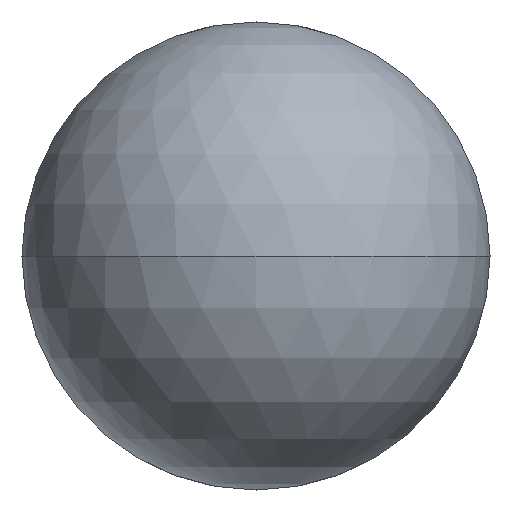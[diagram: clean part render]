
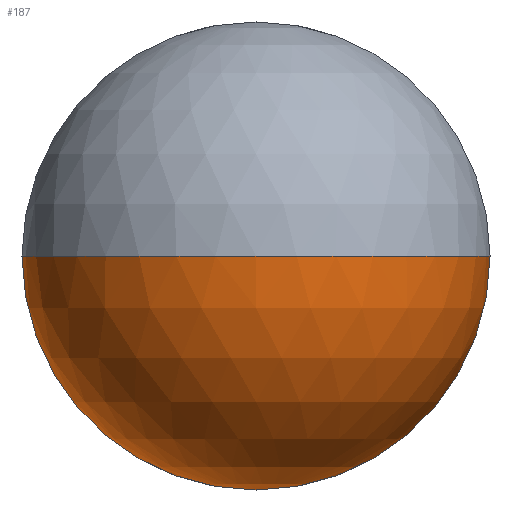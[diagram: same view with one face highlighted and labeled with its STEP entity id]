
A CAD part, front view. The second image highlights one B-rep face of the part: STEP entity #187.
In plain terms, the highlighted spherical face has radius 3.969 mm.
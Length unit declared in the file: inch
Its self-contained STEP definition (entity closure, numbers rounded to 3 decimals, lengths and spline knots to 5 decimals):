
#10 = EDGE_CURVE ( 'NONE', #504, #191, #145, .T. ) ;
#16 = FACE_OUTER_BOUND ( 'NONE', #95, .T. ) ;
#25 = CARTESIAN_POINT ( 'NONE',  ( 0.15625, 0.15625, 0. ) ) ;
#44 = ORIENTED_EDGE ( 'NONE', *, *, #77, .F. ) ;
#64 = CARTESIAN_POINT ( 'NONE',  ( 0., 0.15625, 0. ) ) ;
#77 = EDGE_CURVE ( 'NONE', #277, #423, #291, .T. ) ;
#95 = EDGE_LOOP ( 'NONE', ( #447, #401, #209, #44 ) ) ;
#102 = DIRECTION ( 'NONE',  ( 0., -1., 0. ) ) ;
#127 = AXIS2_PLACEMENT_3D ( 'NONE', #323, #358, #234 ) ;
#128 = CARTESIAN_POINT ( 'NONE',  ( -0.15625, 0.15625, 0. ) ) ;
#132 = AXIS2_PLACEMENT_3D ( 'NONE', #334, #325, #488 ) ;
#138 = DIRECTION ( 'NONE',  ( -1., 0., 0. ) ) ;
#145 = CIRCLE ( 'NONE', #426, 0.15625 ) ;
#168 = CARTESIAN_POINT ( 'NONE',  ( 0., 0.15625, 0. ) ) ;
#180 = DIRECTION ( 'NONE',  ( 0., 0., -1. ) ) ;
#184 = CIRCLE ( 'NONE', #200, 0.15625 ) ;
#187 = ADVANCED_FACE ( 'NONE', ( #16 ), #297, .T. ) ;
#191 = VERTEX_POINT ( 'NONE', #25 ) ;
#200 = AXIS2_PLACEMENT_3D ( 'NONE', #168, #332, #494 ) ;
#209 = ORIENTED_EDGE ( 'NONE', *, *, #467, .T. ) ;
#212 = DIRECTION ( 'NONE',  ( 0., 0., -1. ) ) ;
#234 = DIRECTION ( 'NONE',  ( 1., 0., 0. ) ) ;
#267 = EDGE_CURVE ( 'NONE', #277, #504, #184, .T. ) ;
#277 = VERTEX_POINT ( 'NONE', #128 ) ;
#287 = CARTESIAN_POINT ( 'NONE',  ( 0., 0., 0. ) ) ;
#291 = CIRCLE ( 'NONE', #127, 0.15625 ) ;
#297 = SPHERICAL_SURFACE ( 'NONE', #476, 0.15625 ) ;
#323 = CARTESIAN_POINT ( 'NONE',  ( 0., 0.15625, 0. ) ) ;
#325 = DIRECTION ( 'NONE',  ( 0., 0., -1. ) ) ;
#332 = DIRECTION ( 'NONE',  ( 0., -1., 0. ) ) ;
#334 = CARTESIAN_POINT ( 'NONE',  ( 0., 0.15625, 0. ) ) ;
#358 = DIRECTION ( 'NONE',  ( 0., 0., 1. ) ) ;
#401 = ORIENTED_EDGE ( 'NONE', *, *, #10, .T. ) ;
#423 = VERTEX_POINT ( 'NONE', #287 ) ;
#426 = AXIS2_PLACEMENT_3D ( 'NONE', #462, #102, #180 ) ;
#447 = ORIENTED_EDGE ( 'NONE', *, *, #267, .T. ) ;
#462 = CARTESIAN_POINT ( 'NONE',  ( 0., 0.15625, 0. ) ) ;
#467 = EDGE_CURVE ( 'NONE', #191, #423, #475, .T. ) ;
#475 = CIRCLE ( 'NONE', #132, 0.15625 ) ;
#476 = AXIS2_PLACEMENT_3D ( 'NONE', #64, #212, #138 ) ;
#488 = DIRECTION ( 'NONE',  ( -1., 0., 0. ) ) ;
#494 = DIRECTION ( 'NONE',  ( 0., 0., -1. ) ) ;
#497 = CARTESIAN_POINT ( 'NONE',  ( 0., 0.15625, -0.15625 ) ) ;
#504 = VERTEX_POINT ( 'NONE', #497 ) ;
